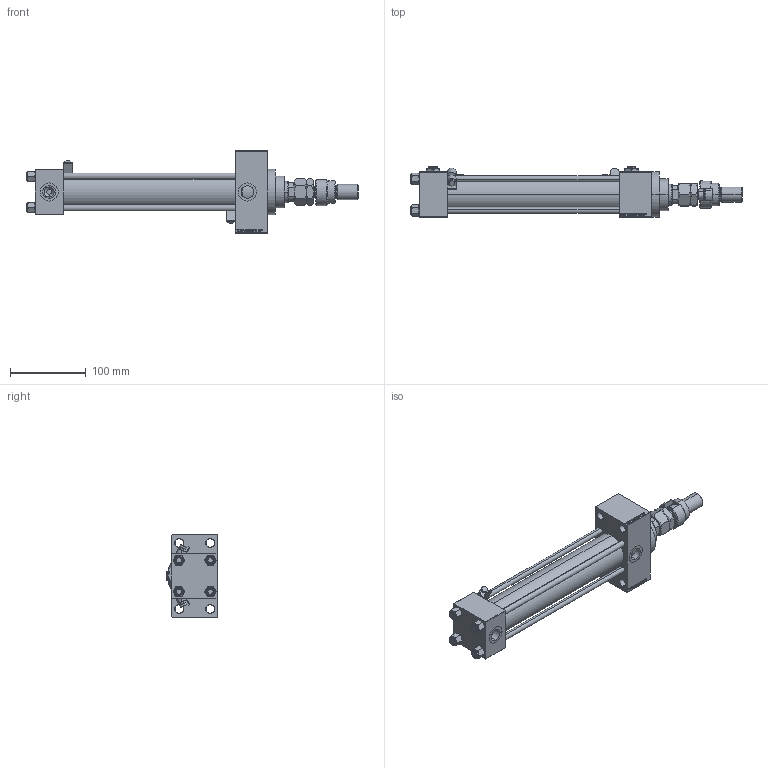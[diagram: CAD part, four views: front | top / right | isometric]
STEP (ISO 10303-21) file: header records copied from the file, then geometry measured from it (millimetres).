
FILE_DESCRIPTION (( 'STEP AP203' ), '1' );
FILE_NAME ('83eb.STEP', '2023-09-13T10:43:01', ( '' ), ( '' ), 'SwSTEP 2.0', 'SolidWorks 2019', '' );
FILE_SCHEMA (( 'CONFIG_CONTROL_DESIGN' ));
Length unit declared in the file: millimetre
Products named in the file (11): 83eb; NUT_M5_D d573dfba179e0e408d7424bfd4440521; V215CR_D_TYCINKA d573dfba179e0e408d7424bfd4440521; MSRF_MSRG1 d573dfba179e0e408d7424bfd4440521; MFA d573dfba179e0e408d7424bfd4440521; V215_VC_A d573dfba179e0e408d7424bfd4440521; V215CR_VCP_D d573dfba179e0e408d7424bfd4440521; Zatka_pro_OIL_PORT d573dfba179e0e408d7424bfd4440521; V215CR_D_Body d573dfba179e0e408d7424bfd4440521; DFA d573dfba179e0e408d7424bfd4440521; FEMALE_PART_FOR_DFA d573dfba179e0e408d7424bfd4440521
Assembly tree (18 placements, depth 3):
  83eb
    V215CR_D_Body d573dfba179e0e408d7424bfd4440521
    V215CR_VCP_D d573dfba179e0e408d7424bfd4440521
    NUT_M5_D d573dfba179e0e408d7424bfd4440521  x4
    V215CR_D_TYCINKA d573dfba179e0e408d7424bfd4440521  x4
    V215_VC_A d573dfba179e0e408d7424bfd4440521
    DFA d573dfba179e0e408d7424bfd4440521
      FEMALE_PART_FOR_DFA d573dfba179e0e408d7424bfd4440521
      MFA d573dfba179e0e408d7424bfd4440521
    MSRF_MSRG1 d573dfba179e0e408d7424bfd4440521  x2
    Zatka_pro_OIL_PORT d573dfba179e0e408d7424bfd4440521  x2
Bounding box: 438 x 67 x 109 mm (x, y, z)
Volume: 794469.8 mm3; surface area: 225526.2 mm2
Topology: 17 solids, 17 shells, 1355 faces, 3320 edges, 2123 vertices
Faces by surface type: plane 610, bspline 368, cone 224, cylinder 141, torus 12
Entity records: 53176 total; most frequent: CARTESIAN_POINT 26606, ORIENTED_EDGE 5790, DIRECTION 3989, EDGE_CURVE 2895, VERTEX_POINT 1873, LINE 1665, VECTOR 1665, EDGE_LOOP 1304
